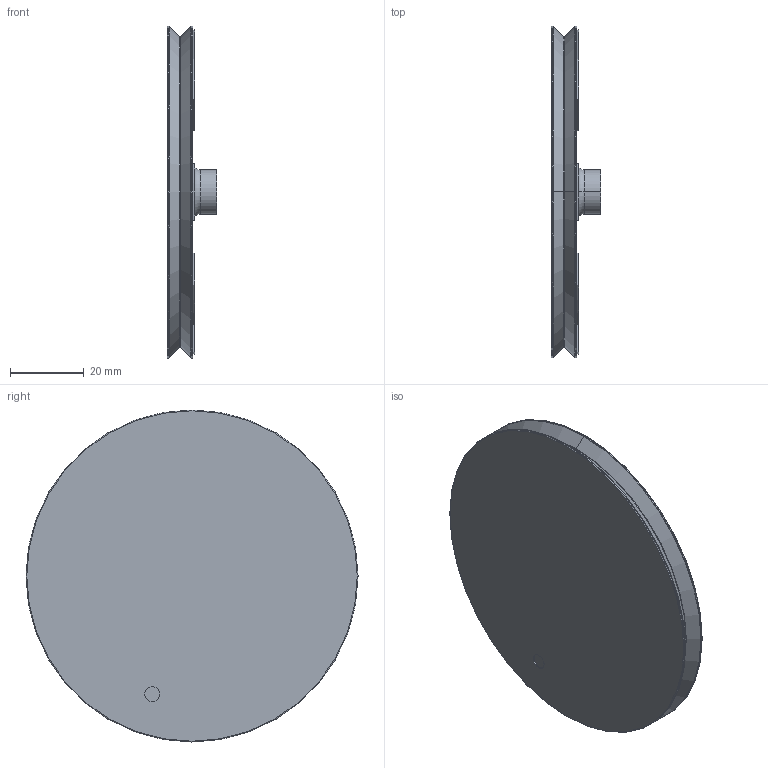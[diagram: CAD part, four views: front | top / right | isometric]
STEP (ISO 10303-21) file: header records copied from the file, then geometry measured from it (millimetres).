
FILE_DESCRIPTION (( 'STEP AP203' ), '1' );
FILE_NAME ('Moby-RV-9_Défaut_sldprt.STEP', '2019-11-01T12:19:06', ( '' ), ( '' ), 'SwSTEP 2.0', 'SolidWorks 2017', '' );
FILE_SCHEMA (( 'CONFIG_CONTROL_DESIGN' ));
Length unit declared in the file: millimetre
Products named in the file (1): Moby-RV-9_Défaut_sldprt
Bounding box: 13.5 x 90 x 90 mm (x, y, z)
Volume: 43069.4 mm3; surface area: 15940.2 mm2
Topology: 1 solids, 1 shells, 75 faces, 166 edges, 104 vertices
Faces by surface type: plane 29, cylinder 28, torus 14, cone 4
Entity records: 2163 total; most frequent: DIRECTION 404, CARTESIAN_POINT 346, ORIENTED_EDGE 332, EDGE_CURVE 166, AXIS2_PLACEMENT_3D 162, VERTEX_POINT 104, CIRCLE 86, EDGE_LOOP 86
